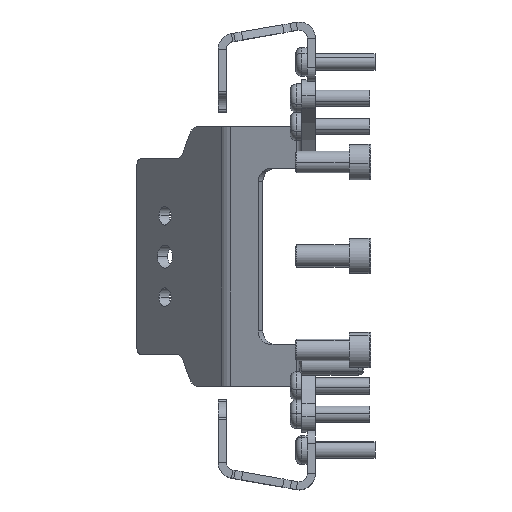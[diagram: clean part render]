
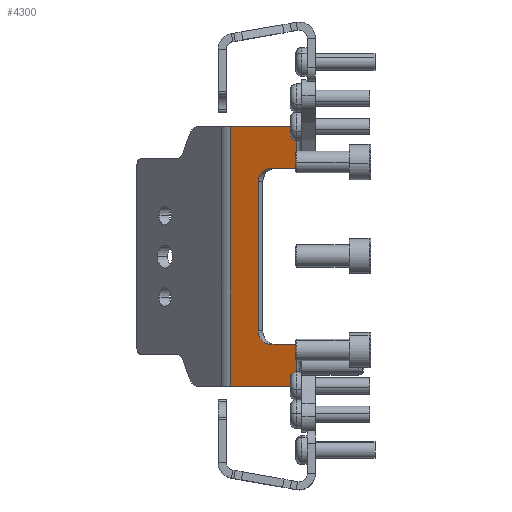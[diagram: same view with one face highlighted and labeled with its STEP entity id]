
A CAD part, top view. The second image highlights one B-rep face of the part: STEP entity #4300.
In plain terms, the highlighted planar face has unit normal (-0.342, 0, 0.94).
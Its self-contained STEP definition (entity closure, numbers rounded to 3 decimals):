
#71 = DIRECTION ( 'NONE',  ( 0.342, 0., -0.94 ) ) ;
#269 = LINE ( 'NONE', #6341, #1525 ) ;
#378 = CARTESIAN_POINT ( 'NONE',  ( 1338.026, 1667.9, -75.718 ) ) ;
#697 = VERTEX_POINT ( 'NONE', #10351 ) ;
#773 = VECTOR ( 'NONE', #12890, 1000. ) ;
#867 = DIRECTION ( 'NONE',  ( 0., 1., 0. ) ) ;
#910 = EDGE_CURVE ( 'NONE', #11934, #14342, #8124, .T. ) ;
#1215 = ORIENTED_EDGE ( 'NONE', *, *, #910, .T. ) ;
#1363 = DIRECTION ( 'NONE',  ( 0.94, 0., 0.342 ) ) ;
#1525 = VECTOR ( 'NONE', #3896, 1000. ) ;
#1614 = DIRECTION ( 'NONE',  ( 0.94, 0., 0.342 ) ) ;
#1789 = VECTOR ( 'NONE', #3692, 1000. ) ;
#1964 = CARTESIAN_POINT ( 'NONE',  ( 1323.931, 1647.5, -80.849 ) ) ;
#2049 = EDGE_CURVE ( 'NONE', #9964, #3793, #13073, .T. ) ;
#2189 = EDGE_CURVE ( 'NONE', #697, #14118, #11401, .T. ) ;
#2554 = DIRECTION ( 'NONE',  ( -0.94, 0., -0.342 ) ) ;
#2787 = CARTESIAN_POINT ( 'NONE',  ( 1340., 1667.9, -75. ) ) ;
#3122 = EDGE_CURVE ( 'NONE', #12290, #11934, #6911, .T. ) ;
#3331 = ORIENTED_EDGE ( 'NONE', *, *, #2049, .T. ) ;
#3692 = DIRECTION ( 'NONE',  ( 0., 1., 0. ) ) ;
#3793 = VERTEX_POINT ( 'NONE', #378 ) ;
#3874 = CARTESIAN_POINT ( 'NONE',  ( 1340., 1555., -75. ) ) ;
#3896 = DIRECTION ( 'NONE',  ( 0., 1., 0. ) ) ;
#4074 = ORIENTED_EDGE ( 'NONE', *, *, #2189, .T. ) ;
#4300 = ADVANCED_FACE ( 'NONE', ( #13684 ), #6466, .F. ) ;
#4407 = VECTOR ( 'NONE', #1363, 1000. ) ;
#4564 = EDGE_CURVE ( 'NONE', #10190, #9964, #8742, .T. ) ;
#4977 = EDGE_CURVE ( 'NONE', #14118, #10190, #10019, .T. ) ;
#6031 = ORIENTED_EDGE ( 'NONE', *, *, #10498, .T. ) ;
#6037 = CARTESIAN_POINT ( 'NONE',  ( 1340., 1572.1, -75. ) ) ;
#6341 = CARTESIAN_POINT ( 'NONE',  ( 1313.783, 1555., -84.542 ) ) ;
#6466 = PLANE ( 'NONE',  #7689 ) ;
#6472 = DIRECTION ( 'NONE',  ( 0.94, 0., 0.342 ) ) ;
#6911 = LINE ( 'NONE', #11748, #9968 ) ;
#7307 = CARTESIAN_POINT ( 'NONE',  ( 1338.026, 1572.1, -75.718 ) ) ;
#7406 = ORIENTED_EDGE ( 'NONE', *, *, #10092, .T. ) ;
#7470 = AXIS2_PLACEMENT_3D ( 'NONE', #8579, #71, #15733 ) ;
#7670 = VECTOR ( 'NONE', #10663, 1000. ) ;
#7689 = AXIS2_PLACEMENT_3D ( 'NONE', #3874, #8844, #1614 ) ;
#7766 = CARTESIAN_POINT ( 'NONE',  ( 1338.026, 1652.5, -75.718 ) ) ;
#8003 = EDGE_CURVE ( 'NONE', #14342, #697, #14900, .T. ) ;
#8074 = CARTESIAN_POINT ( 'NONE',  ( 1323.931, 1555., -80.849 ) ) ;
#8124 = LINE ( 'NONE', #13183, #7670 ) ;
#8566 = CARTESIAN_POINT ( 'NONE',  ( 1338.026, 1555., -75.718 ) ) ;
#8579 = CARTESIAN_POINT ( 'NONE',  ( 1328.629, 1647.5, -79.139 ) ) ;
#8742 = LINE ( 'NONE', #13579, #4407 ) ;
#8832 = CARTESIAN_POINT ( 'NONE',  ( 1328.629, 1587.5, -79.139 ) ) ;
#8840 = VECTOR ( 'NONE', #10869, 1000. ) ;
#8844 = DIRECTION ( 'NONE',  ( 0.342, 0., -0.94 ) ) ;
#8984 = EDGE_LOOP ( 'NONE', ( #6031, #12240, #7406, #10120, #1215, #11014, #4074, #9282, #15603, #3331 ) ) ;
#9282 = ORIENTED_EDGE ( 'NONE', *, *, #4977, .T. ) ;
#9964 = VERTEX_POINT ( 'NONE', #7766 ) ;
#9968 = VECTOR ( 'NONE', #867, 1000. ) ;
#10019 = CIRCLE ( 'NONE', #7470, 5. ) ;
#10092 = EDGE_CURVE ( 'NONE', #14203, #12290, #13460, .T. ) ;
#10120 = ORIENTED_EDGE ( 'NONE', *, *, #3122, .T. ) ;
#10190 = VERTEX_POINT ( 'NONE', #15354 ) ;
#10212 = CARTESIAN_POINT ( 'NONE',  ( 1328.629, 1592.5, -79.139 ) ) ;
#10345 = AXIS2_PLACEMENT_3D ( 'NONE', #10212, #12558, #6472 ) ;
#10351 = CARTESIAN_POINT ( 'NONE',  ( 1323.931, 1592.5, -80.849 ) ) ;
#10498 = EDGE_CURVE ( 'NONE', #3793, #15183, #10964, .T. ) ;
#10663 = DIRECTION ( 'NONE',  ( -0.94, 0., -0.342 ) ) ;
#10811 = EDGE_CURVE ( 'NONE', #14203, #15183, #269, .T. ) ;
#10869 = DIRECTION ( 'NONE',  ( 0.94, 0., 0.342 ) ) ;
#10932 = CARTESIAN_POINT ( 'NONE',  ( 1313.783, 1667.9, -84.542 ) ) ;
#10964 = LINE ( 'NONE', #2787, #12389 ) ;
#11014 = ORIENTED_EDGE ( 'NONE', *, *, #8003, .T. ) ;
#11401 = LINE ( 'NONE', #8074, #773 ) ;
#11748 = CARTESIAN_POINT ( 'NONE',  ( 1338.026, 1555., -75.718 ) ) ;
#11934 = VERTEX_POINT ( 'NONE', #14317 ) ;
#12240 = ORIENTED_EDGE ( 'NONE', *, *, #10811, .F. ) ;
#12290 = VERTEX_POINT ( 'NONE', #7307 ) ;
#12389 = VECTOR ( 'NONE', #2554, 1000. ) ;
#12558 = DIRECTION ( 'NONE',  ( 0.342, 0., -0.94 ) ) ;
#12890 = DIRECTION ( 'NONE',  ( 0., 1., 0. ) ) ;
#13073 = LINE ( 'NONE', #8566, #1789 ) ;
#13183 = CARTESIAN_POINT ( 'NONE',  ( 1340., 1587.5, -75. ) ) ;
#13460 = LINE ( 'NONE', #6037, #8840 ) ;
#13579 = CARTESIAN_POINT ( 'NONE',  ( 1340., 1652.5, -75. ) ) ;
#13684 = FACE_OUTER_BOUND ( 'NONE', #8984, .T. ) ;
#14118 = VERTEX_POINT ( 'NONE', #1964 ) ;
#14203 = VERTEX_POINT ( 'NONE', #15545 ) ;
#14317 = CARTESIAN_POINT ( 'NONE',  ( 1338.026, 1587.5, -75.718 ) ) ;
#14342 = VERTEX_POINT ( 'NONE', #8832 ) ;
#14900 = CIRCLE ( 'NONE', #10345, 5. ) ;
#15183 = VERTEX_POINT ( 'NONE', #10932 ) ;
#15354 = CARTESIAN_POINT ( 'NONE',  ( 1328.629, 1652.5, -79.139 ) ) ;
#15545 = CARTESIAN_POINT ( 'NONE',  ( 1313.783, 1572.1, -84.542 ) ) ;
#15603 = ORIENTED_EDGE ( 'NONE', *, *, #4564, .T. ) ;
#15733 = DIRECTION ( 'NONE',  ( 0.94, 0., 0.342 ) ) ;
